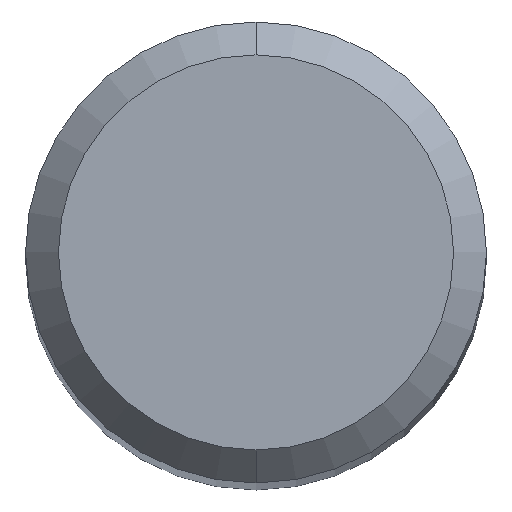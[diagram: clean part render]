
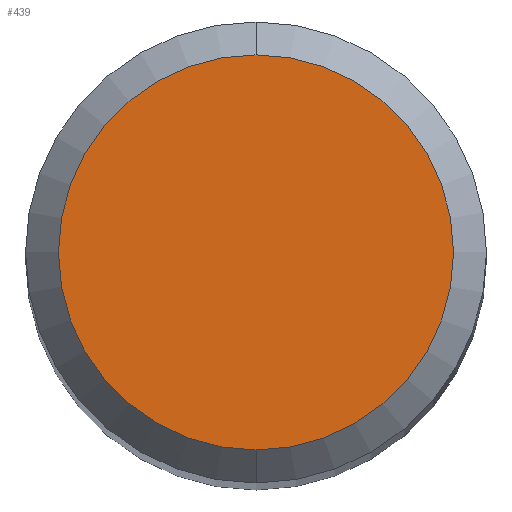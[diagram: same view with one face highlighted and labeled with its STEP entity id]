
A CAD part, top view. The second image highlights one B-rep face of the part: STEP entity #439.
In plain terms, the highlighted planar face has unit normal (0, 0, 1).
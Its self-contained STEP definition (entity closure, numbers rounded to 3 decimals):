
#329=EDGE_CURVE('',#449,#379,#725,.T.);
#379=VERTEX_POINT('',#784);
#439=ADVANCED_FACE('',(#848),#849,.T.);
#449=VERTEX_POINT('',#860);
#541=EDGE_CURVE('',#379,#449,#962,.T.);
#725=CIRCLE('',#1313,1.8);
#784=CARTESIAN_POINT('',(0.0,1.8,0.0));
#848=FACE_OUTER_BOUND('',#1530,.T.);
#849=PLANE('',#1531);
#860=CARTESIAN_POINT('',(0.,-1.8,0.0));
#962=CIRCLE('',#1713,1.8);
#1313=AXIS2_PLACEMENT_3D('',#1886,#1887,#1888);
#1530=EDGE_LOOP('',(#2033,#2034));
#1531=AXIS2_PLACEMENT_3D('',#2035,#2036,#2037);
#1713=AXIS2_PLACEMENT_3D('',#2173,#2174,#2175);
#1886=CARTESIAN_POINT('',(0.0,0.0,0.0));
#1887=DIRECTION('',(0.0,0.0,-1.0));
#1888=DIRECTION('',(0.0,1.0,0.0));
#2033=ORIENTED_EDGE('',*,*,#541,.F.);
#2034=ORIENTED_EDGE('',*,*,#329,.F.);
#2035=CARTESIAN_POINT('',(0.0,0.9,0.0));
#2036=DIRECTION('',(-0.0,0.0,1.0));
#2037=DIRECTION('',(0.0,-1.0,0.0));
#2173=CARTESIAN_POINT('',(0.0,0.0,0.0));
#2174=DIRECTION('',(0.0,0.0,-1.0));
#2175=DIRECTION('',(0.0,1.0,0.0));
